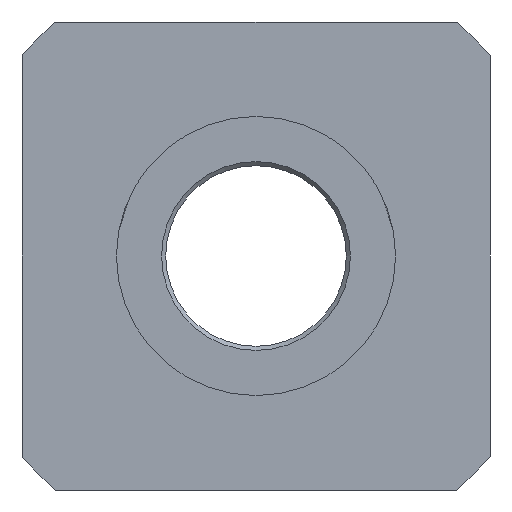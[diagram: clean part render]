
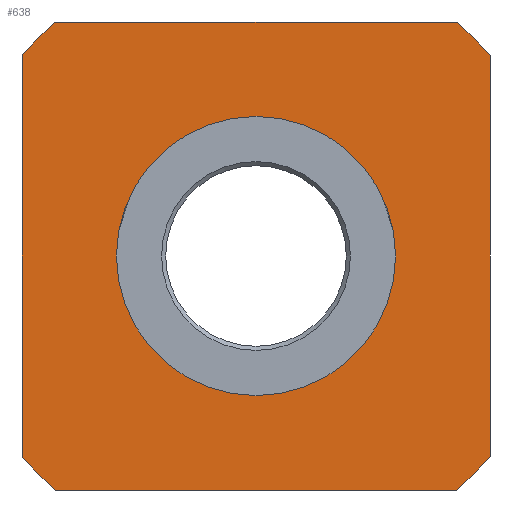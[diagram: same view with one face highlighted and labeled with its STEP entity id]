
A CAD part, left-side view. The second image highlights one B-rep face of the part: STEP entity #638.
In plain terms, the highlighted planar face has unit normal (-1, 0, 0).
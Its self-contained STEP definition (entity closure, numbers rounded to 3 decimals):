
#19=LINE($,#1280,#53);
#23=LINE($,#1289,#57);
#27=LINE($,#1298,#61);
#31=LINE($,#1307,#65);
#53=VECTOR($,#794,48.744);
#57=VECTOR($,#800,48.744);
#61=VECTOR($,#806,48.744);
#65=VECTOR($,#812,48.744);
#93=PLANE($,#712);
#112=CIRCLE($,#683,37.5);
#115=CIRCLE($,#687,37.5);
#117=CIRCLE($,#690,37.5);
#120=CIRCLE($,#695,17.);
#129=CIRCLE($,#713,37.5);
#166=FACE_BOUND($,#271,.T.);
#206=FACE_OUTER_BOUND($,#270,.T.);
#270=EDGE_LOOP($,(#547,#548,#549,#550,#551,#552,#553,#554));
#271=EDGE_LOOP($,(#555));
#320=VERTEX_POINT($,#1276);
#322=VERTEX_POINT($,#1279);
#324=VERTEX_POINT($,#1285);
#326=VERTEX_POINT($,#1288);
#328=VERTEX_POINT($,#1294);
#330=VERTEX_POINT($,#1297);
#332=VERTEX_POINT($,#1303);
#334=VERTEX_POINT($,#1306);
#337=VERTEX_POINT($,#1325);
#381=EDGE_CURVE($,#322,#320,#19,.T.);
#385=EDGE_CURVE($,#326,#324,#23,.T.);
#389=EDGE_CURVE($,#330,#328,#27,.T.);
#393=EDGE_CURVE($,#334,#332,#31,.T.);
#396=EDGE_CURVE($,#322,#332,#112,.T.);
#399=EDGE_CURVE($,#334,#328,#115,.T.);
#401=EDGE_CURVE($,#330,#324,#117,.T.);
#404=EDGE_CURVE($,#337,#337,#120,.T.);
#426=EDGE_CURVE($,#326,#320,#129,.T.);
#547=ORIENTED_EDGE($,*,*,#381,.T.);
#548=ORIENTED_EDGE($,*,*,#426,.F.);
#549=ORIENTED_EDGE($,*,*,#385,.T.);
#550=ORIENTED_EDGE($,*,*,#401,.F.);
#551=ORIENTED_EDGE($,*,*,#389,.T.);
#552=ORIENTED_EDGE($,*,*,#399,.F.);
#553=ORIENTED_EDGE($,*,*,#393,.T.);
#554=ORIENTED_EDGE($,*,*,#396,.F.);
#555=ORIENTED_EDGE($,*,*,#404,.T.);
#638=ADVANCED_FACE($,(#206,#166),#93,.T.);
#683=AXIS2_PLACEMENT_3D($,#1312,#817,#818);
#687=AXIS2_PLACEMENT_3D($,#1316,#825,#826);
#690=AXIS2_PLACEMENT_3D($,#1319,#831,#832);
#695=AXIS2_PLACEMENT_3D($,#1326,#841,#842);
#712=AXIS2_PLACEMENT_3D($,#1369,#888,#889);
#713=AXIS2_PLACEMENT_3D($,#1370,#890,#891);
#794=DIRECTION($,(0.,-1.,0.));
#800=DIRECTION($,(0.,0.,1.));
#806=DIRECTION($,(0.,1.,0.));
#812=DIRECTION($,(0.,0.,-1.));
#817=DIRECTION('center_axis',(1.,0.,0.));
#818=DIRECTION('ref_axis',(0.,1.,0.));
#825=DIRECTION('center_axis',(1.,0.,0.));
#826=DIRECTION('ref_axis',(0.,1.,0.));
#831=DIRECTION('center_axis',(1.,0.,0.));
#832=DIRECTION('ref_axis',(0.,1.,0.));
#841=DIRECTION('center_axis',(1.,0.,0.));
#842=DIRECTION('ref_axis',(0.,0.,-1.));
#888=DIRECTION('center_axis',(-1.,0.,0.));
#889=DIRECTION('ref_axis',(0.,0.,1.));
#890=DIRECTION('center_axis',(1.,0.,0.));
#891=DIRECTION('ref_axis',(0.,1.,0.));
#1276=CARTESIAN_POINT('',(-53.,-24.372,-28.5));
#1279=CARTESIAN_POINT('',(-53.,24.372,-28.5));
#1280=CARTESIAN_POINT($,(-53.,-2.847,-28.5));
#1285=CARTESIAN_POINT('',(-53.,-28.5,24.372));
#1288=CARTESIAN_POINT('',(-53.,-28.5,-24.372));
#1289=CARTESIAN_POINT($,(-53.,-28.5,12.472));
#1294=CARTESIAN_POINT('',(-53.,24.372,28.5));
#1297=CARTESIAN_POINT('',(-53.,-24.372,28.5));
#1298=CARTESIAN_POINT($,(-53.,21.847,28.5));
#1303=CARTESIAN_POINT('',(-53.,28.5,-24.372));
#1306=CARTESIAN_POINT('',(-53.,28.5,24.372));
#1307=CARTESIAN_POINT($,(-53.,28.5,-12.472));
#1312=CARTESIAN_POINT('Origin',(-53.,0.,0.));
#1316=CARTESIAN_POINT('Origin',(-53.,0.,0.));
#1319=CARTESIAN_POINT('Origin',(-53.,0.,0.));
#1325=CARTESIAN_POINT('',(-53.,0.,17.));
#1326=CARTESIAN_POINT('Origin',(-53.,0.,0.));
#1369=CARTESIAN_POINT('Origin',(-53.,18.75,0.));
#1370=CARTESIAN_POINT('Origin',(-53.,0.,0.));
